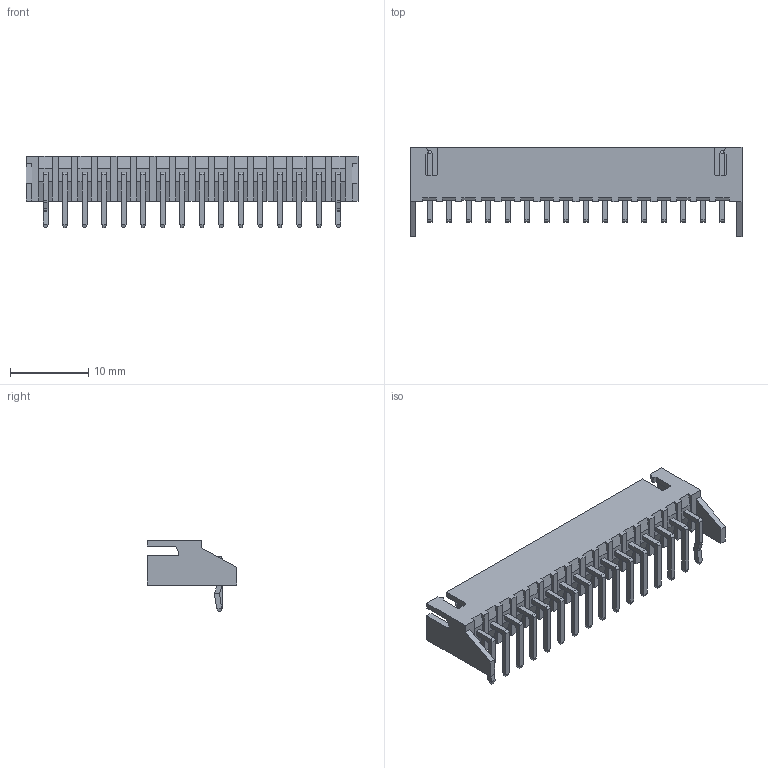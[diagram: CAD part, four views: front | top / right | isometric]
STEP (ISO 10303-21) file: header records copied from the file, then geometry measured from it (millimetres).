
FILE_DESCRIPTION (( 'STEP AP203' ), '1' );
FILE_NAME ('14K-516-421-AD1.STEP', '2024-02-22T15:51:12', ( '' ), ( '' ), 'SwSTEP 2.0', 'SolidWorks 2023', '' );
FILE_SCHEMA (( 'CONFIG_CONTROL_DESIGN' ));
Length unit declared in the file: millimetre
Products named in the file (4): 14K Series Pin Header Insulator with Stabilizer_516; 14K Series Pin with Stabilizer_16; 14K Series Pin with Stabilizer_21; 14K-516-421-AD1
Assembly tree (17 placements, depth 2):
  14K-516-421-AD1
    14K Series Pin Header Insulator with Stabilizer_516
    14K Series Pin with Stabilizer_21  x2
    14K Series Pin with Stabilizer_16  x14
Bounding box: 42.5 x 11.5 x 9.17 mm (x, y, z)
Volume: 842.3 mm3; surface area: 2428.7 mm2
Topology: 17 solids, 17 shells, 586 faces, 1528 edges, 976 vertices
Faces by surface type: plane 533, cylinder 53
Entity records: 9414 total; most frequent: CARTESIAN_POINT 1542, ORIENTED_EDGE 1516, DIRECTION 1380, EDGE_CURVE 758, VECTOR 704, LINE 704, VERTEX_POINT 500, AXIS2_PLACEMENT_3D 338
